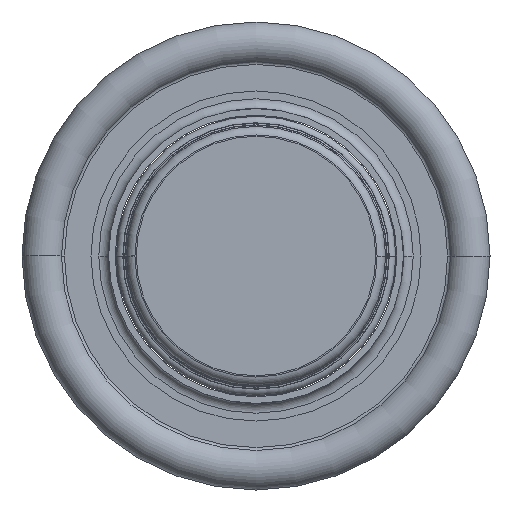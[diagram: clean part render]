
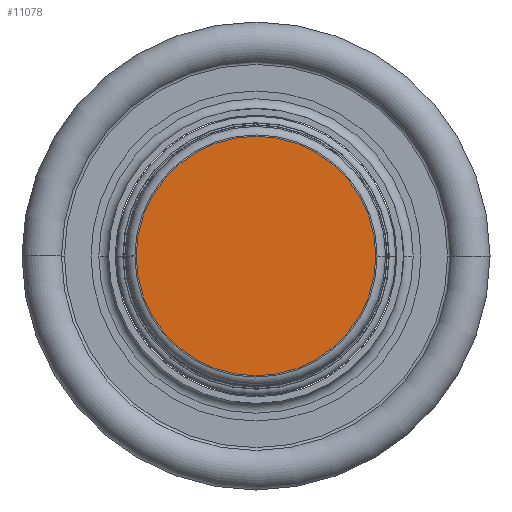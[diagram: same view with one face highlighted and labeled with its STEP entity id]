
A CAD part, front view. The second image highlights one B-rep face of the part: STEP entity #11078.
In plain terms, the highlighted face is planar.
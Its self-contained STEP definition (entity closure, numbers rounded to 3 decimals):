
#10531=CARTESIAN_POINT('',(0.,0.8,0.));
#10532=DIRECTION('',(0.,-1.,0.));
#10533=DIRECTION('',(1.,0.,0.));
#10534=AXIS2_PLACEMENT_3D('',#10531,#10532,#10533);
#10539=CARTESIAN_POINT('',(-18.325,0.8,0.007));
#10540=CARTESIAN_POINT('',(-18.325,0.8,0.005));
#10541=CARTESIAN_POINT('',(-18.325,0.8,0.002));
#10542=CARTESIAN_POINT('',(-18.325,0.8,0.));
#10547=CARTESIAN_POINT('',(0.,0.8,0.));
#10548=DIRECTION('',(0.,-1.,0.));
#10549=DIRECTION('',(-1.,0.,0.));
#10550=AXIS2_PLACEMENT_3D('',#10547,#10548,#10549);
#10555=CARTESIAN_POINT('',(18.325,0.8,-0.007));
#10556=CARTESIAN_POINT('',(18.325,0.8,-0.005));
#10557=CARTESIAN_POINT('',(18.325,0.8,-0.002));
#10558=CARTESIAN_POINT('',(18.325,0.8,0.));
#10649=CARTESIAN_POINT('',(-18.325,0.8,0.));
#10650=VERTEX_POINT('',#10649);
#10651=VERTEX_POINT('',#10539);
#10652=CARTESIAN_POINT('',(18.325,0.8,0.));
#10653=VERTEX_POINT('',#10652);
#10656=VERTEX_POINT('',#10555);
#11067=CARTESIAN_POINT('',(0.,0.8,0.));
#11068=DIRECTION('',(0.,1.,0.));
#11069=DIRECTION('',(1.,0.,0.));
#11070=AXIS2_PLACEMENT_3D('',#11067,#11068,#11069);
#11071=PLANE('',#11070);
#11072=ORIENTED_EDGE('',*,*,#11028,.T.);
#11073=ORIENTED_EDGE('',*,*,#11026,.T.);
#11074=ORIENTED_EDGE('',*,*,#11047,.T.);
#11075=ORIENTED_EDGE('',*,*,#11045,.T.);
#11076=EDGE_LOOP('',(#11072,#11073,#11074,#11075));
#11077=FACE_OUTER_BOUND('',#11076,.F.);
#10535=CIRCLE('',#10534,18.325);
#10543=B_SPLINE_CURVE_WITH_KNOTS('',3,(#10539,#10540,#10541,#10542),
.UNSPECIFIED.,.F.,.F.,(4,4),(0.,1.),.UNSPECIFIED.);
#10551=CIRCLE('',#10550,18.325);
#10559=B_SPLINE_CURVE_WITH_KNOTS('',3,(#10555,#10556,#10557,#10558),
.UNSPECIFIED.,.F.,.F.,(4,4),(0.,1.),.UNSPECIFIED.);
#11026=EDGE_CURVE('',#10651,#10650,#10543,.T.);
#11028=EDGE_CURVE('',#10653,#10651,#10535,.T.);
#11045=EDGE_CURVE('',#10656,#10653,#10559,.T.);
#11047=EDGE_CURVE('',#10650,#10656,#10551,.T.);
#11078=ADVANCED_FACE('',(#11077),#11071,.T.);
